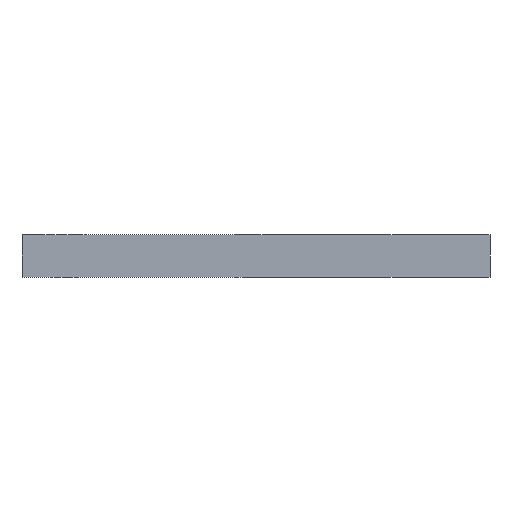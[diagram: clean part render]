
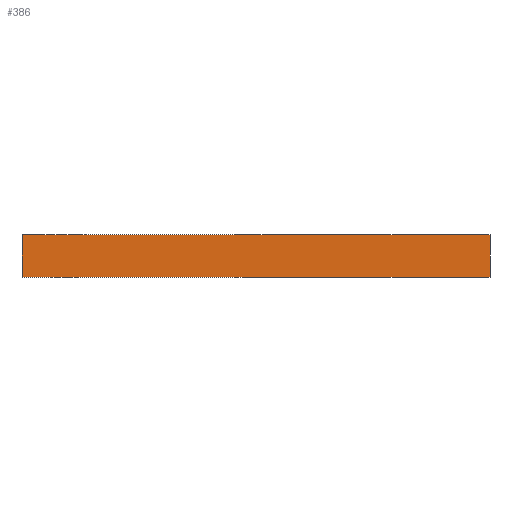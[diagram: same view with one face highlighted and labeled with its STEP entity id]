
A CAD part, front view. The second image highlights one B-rep face of the part: STEP entity #386.
In plain terms, the highlighted planar face has unit normal (0, -1, 0).
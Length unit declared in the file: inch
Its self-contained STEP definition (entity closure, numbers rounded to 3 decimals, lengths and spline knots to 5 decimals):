
#73 = LINE ( 'NONE', #588, #1515 ) ;
#95 = CARTESIAN_POINT ( 'NONE',  ( -0.57874, 0.61141, 0. ) ) ;
#192 = VERTEX_POINT ( 'NONE', #1571 ) ;
#204 = DIRECTION ( 'NONE',  ( -1., 0., 0. ) ) ;
#212 = VECTOR ( 'NONE', #1649, 39.37008 ) ;
#224 = CARTESIAN_POINT ( 'NONE',  ( 0.80087, 0.61141, 0.125 ) ) ;
#255 = LINE ( 'NONE', #1157, #1488 ) ;
#285 = EDGE_CURVE ( 'NONE', #719, #192, #864, .T. ) ;
#288 = ORIENTED_EDGE ( 'NONE', *, *, #285, .F. ) ;
#344 = DIRECTION ( 'NONE',  ( 0., 0., -1. ) ) ;
#386 = ADVANCED_FACE ( 'NONE', ( #1106 ), #972, .F. ) ;
#506 = CARTESIAN_POINT ( 'NONE',  ( 0.80087, 0.61141, 0. ) ) ;
#588 = CARTESIAN_POINT ( 'NONE',  ( 0.80087, 0.61141, 0.125 ) ) ;
#660 = AXIS2_PLACEMENT_3D ( 'NONE', #851, #1516, #204 ) ;
#719 = VERTEX_POINT ( 'NONE', #1236 ) ;
#735 = EDGE_CURVE ( 'NONE', #192, #1602, #73, .T. ) ;
#736 = DIRECTION ( 'NONE',  ( 1., 0., 0. ) ) ;
#787 = EDGE_CURVE ( 'NONE', #806, #1602, #1394, .T. ) ;
#799 = EDGE_CURVE ( 'NONE', #719, #806, #255, .T. ) ;
#806 = VERTEX_POINT ( 'NONE', #95 ) ;
#851 = CARTESIAN_POINT ( 'NONE',  ( 0.80087, 0.61141, 0.125 ) ) ;
#864 = LINE ( 'NONE', #224, #1041 ) ;
#907 = ORIENTED_EDGE ( 'NONE', *, *, #735, .F. ) ;
#972 = PLANE ( 'NONE',  #660 ) ;
#1005 = ORIENTED_EDGE ( 'NONE', *, *, #787, .T. ) ;
#1041 = VECTOR ( 'NONE', #736, 39.37008 ) ;
#1093 = ORIENTED_EDGE ( 'NONE', *, *, #799, .T. ) ;
#1106 = FACE_OUTER_BOUND ( 'NONE', #1575, .T. ) ;
#1157 = CARTESIAN_POINT ( 'NONE',  ( -0.57874, 0.61141, 0.125 ) ) ;
#1230 = CARTESIAN_POINT ( 'NONE',  ( 0.80087, 0.61141, 0. ) ) ;
#1236 = CARTESIAN_POINT ( 'NONE',  ( -0.57874, 0.61141, 0.125 ) ) ;
#1290 = DIRECTION ( 'NONE',  ( 0., 0., -1. ) ) ;
#1394 = LINE ( 'NONE', #506, #212 ) ;
#1488 = VECTOR ( 'NONE', #1290, 39.37008 ) ;
#1515 = VECTOR ( 'NONE', #344, 39.37008 ) ;
#1516 = DIRECTION ( 'NONE',  ( 0., 1., 0. ) ) ;
#1571 = CARTESIAN_POINT ( 'NONE',  ( 0.80087, 0.61141, 0.125 ) ) ;
#1575 = EDGE_LOOP ( 'NONE', ( #1005, #907, #288, #1093 ) ) ;
#1602 = VERTEX_POINT ( 'NONE', #1230 ) ;
#1649 = DIRECTION ( 'NONE',  ( 1., 0., 0. ) ) ;
